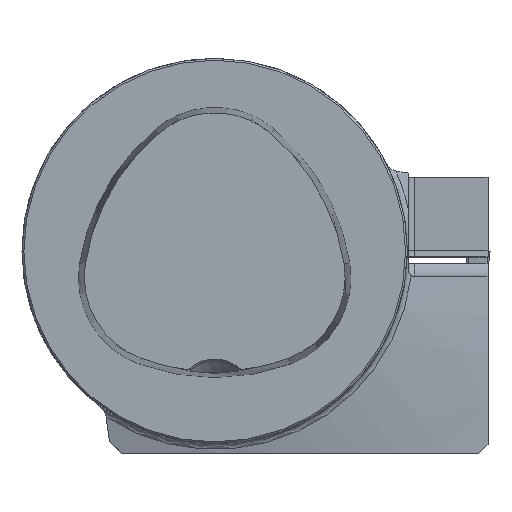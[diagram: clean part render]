
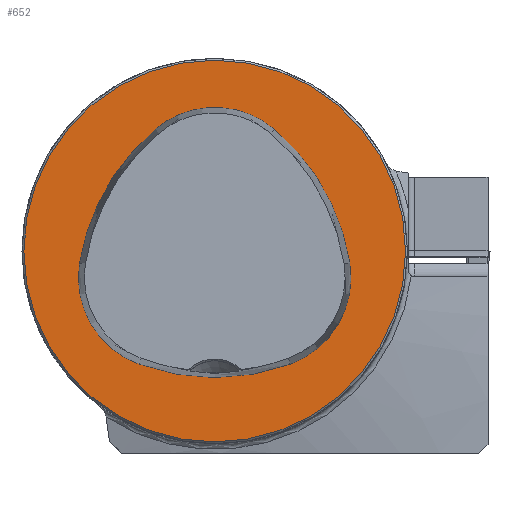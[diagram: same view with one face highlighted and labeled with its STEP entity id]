
A CAD part, top view. The second image highlights one B-rep face of the part: STEP entity #652.
In plain terms, the highlighted planar face has unit normal (0, 0, 1).
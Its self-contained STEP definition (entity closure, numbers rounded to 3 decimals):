
#113=FACE_BOUND('',#895,.T.);
#114=FACE_BOUND('',#896,.T.);
#181=PLANE('',#2356);
#652=ADVANCED_FACE('CU_FL_N1_SU_1',(#113,#114),#181,.T.);
#895=EDGE_LOOP('',(#1251,#1252,#1253,#1254,#1255,#1256));
#896=EDGE_LOOP('',(#1257));
#1000=CIRCLE('',#2347,36.075);
#1002=CIRCLE('',#2350,36.075);
#1003=CIRCLE('',#2351,15.075);
#1004=CIRCLE('',#2352,15.075);
#1005=CIRCLE('',#2353,36.075);
#1006=CIRCLE('',#2354,15.075);
#1007=CIRCLE('',#2355,31.2);
#1251=ORIENTED_EDGE('',*,*,#2033,.F.);
#1252=ORIENTED_EDGE('',*,*,#2034,.F.);
#1253=ORIENTED_EDGE('',*,*,#2026,.F.);
#1254=ORIENTED_EDGE('',*,*,#2035,.F.);
#1255=ORIENTED_EDGE('',*,*,#2036,.F.);
#1256=ORIENTED_EDGE('',*,*,#2037,.F.);
#1257=ORIENTED_EDGE('',*,*,#2038,.T.);
#1787=VERTEX_POINT('',#3767);
#1788=VERTEX_POINT('',#3769);
#1794=VERTEX_POINT('',#3801);
#1795=VERTEX_POINT('',#3802);
#1796=VERTEX_POINT('',#3805);
#1797=VERTEX_POINT('',#3807);
#1798=VERTEX_POINT('',#3810);
#2026=EDGE_CURVE('',#1787,#1788,#1000,.T.);
#2033=EDGE_CURVE('',#1794,#1795,#1002,.T.);
#2034=EDGE_CURVE('',#1788,#1794,#1003,.T.);
#2035=EDGE_CURVE('',#1796,#1787,#1004,.T.);
#2036=EDGE_CURVE('',#1797,#1796,#1005,.T.);
#2037=EDGE_CURVE('',#1795,#1797,#1006,.T.);
#2038=EDGE_CURVE('',#1798,#1798,#1007,.T.);
#2347=AXIS2_PLACEMENT_3D('',#3768,#2694,#2695);
#2350=AXIS2_PLACEMENT_3D('',#3800,#2701,#2702);
#2351=AXIS2_PLACEMENT_3D('',#3803,#2703,#2704);
#2352=AXIS2_PLACEMENT_3D('',#3804,#2705,#2706);
#2353=AXIS2_PLACEMENT_3D('',#3806,#2707,#2708);
#2354=AXIS2_PLACEMENT_3D('',#3808,#2709,#2710);
#2355=AXIS2_PLACEMENT_3D('',#3809,#2711,#2712);
#2356=AXIS2_PLACEMENT_3D('',#3811,#2713,#2714);
#2694=DIRECTION('',(0.,0.,1.));
#2695=DIRECTION('',(-1.,0.,0.));
#2701=DIRECTION('',(0.,0.,1.));
#2702=DIRECTION('',(-1.,0.,0.));
#2703=DIRECTION('',(0.,0.,1.));
#2704=DIRECTION('',(-1.,0.,0.));
#2705=DIRECTION('',(0.,0.,1.));
#2706=DIRECTION('',(-1.,0.,0.));
#2707=DIRECTION('',(0.,0.,1.));
#2708=DIRECTION('',(-1.,0.,0.));
#2709=DIRECTION('',(0.,0.,1.));
#2710=DIRECTION('',(-1.,0.,0.));
#2711=DIRECTION('',(0.,0.,1.));
#2712=DIRECTION('',(-1.,0.,0.));
#2713=DIRECTION('',(0.,0.,1.));
#2714=DIRECTION('',(-1.,0.,0.));
#3767=CARTESIAN_POINT('',(-12.368,-18.489,0.));
#3768=CARTESIAN_POINT('',(0.,15.4,0.));
#3769=CARTESIAN_POINT('',(12.368,-18.489,0.));
#3800=CARTESIAN_POINT('',(-13.535,-7.656,0.));
#3801=CARTESIAN_POINT('',(22.084,-1.937,0.));
#3802=CARTESIAN_POINT('',(9.716,19.927,0.));
#3803=CARTESIAN_POINT('',(7.2,-4.327,0.));
#3804=CARTESIAN_POINT('',(-7.2,-4.327,0.));
#3805=CARTESIAN_POINT('',(-22.084,-1.937,0.));
#3806=CARTESIAN_POINT('',(13.535,-7.656,0.));
#3807=CARTESIAN_POINT('',(-9.716,19.927,0.));
#3808=CARTESIAN_POINT('',(0.,8.4,0.));
#3809=CARTESIAN_POINT('',(0.,0.,0.));
#3810=CARTESIAN_POINT('',(-31.2,0.,0.));
#3811=CARTESIAN_POINT('',(0.,0.,0.));
